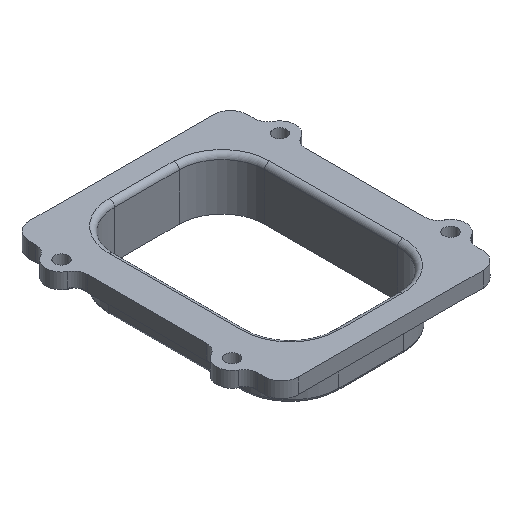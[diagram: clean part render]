
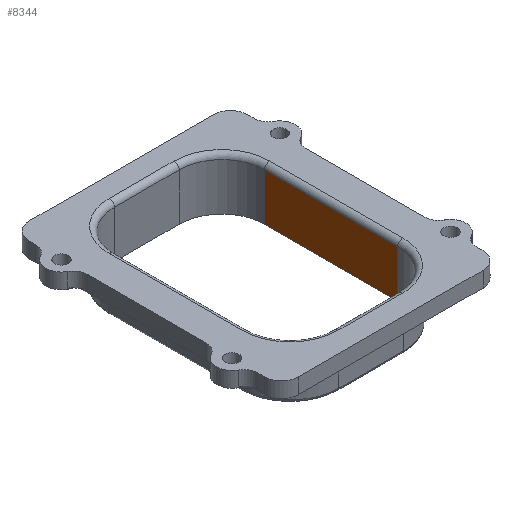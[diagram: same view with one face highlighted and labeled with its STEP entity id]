
A CAD part, isometric view. The second image highlights one B-rep face of the part: STEP entity #8344.
In plain terms, the highlighted planar face has unit normal (-1, 0, 0).
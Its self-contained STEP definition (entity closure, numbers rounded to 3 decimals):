
#1722 = CYLINDRICAL_SURFACE('',#1723,3.);
#1723 = AXIS2_PLACEMENT_3D('',#1724,#1725,#1726);
#1724 = CARTESIAN_POINT('',(47.,0.,-3.));
#1725 = DIRECTION('',(0.,1.,0.));
#1726 = DIRECTION('',(0.,0.,1.));
#3233 = VERTEX_POINT('',#3234);
#3234 = CARTESIAN_POINT('',(44.,39.,-3.));
#3338 = CYLINDRICAL_SURFACE('',#3339,25.);
#3339 = AXIS2_PLACEMENT_3D('',#3340,#3341,#3342);
#3340 = CARTESIAN_POINT('',(19.,39.,0.));
#3341 = DIRECTION('',(0.,0.,1.));
#3342 = DIRECTION('',(1.,0.,0.));
#3382 = EDGE_CURVE('',#3233,#3383,#3385,.T.);
#3383 = VERTEX_POINT('',#3384);
#3384 = CARTESIAN_POINT('',(44.,39.,-30.6));
#3385 = SURFACE_CURVE('',#3386,(#3390,#3397),.PCURVE_S1.);
#3386 = LINE('',#3387,#3388);
#3387 = CARTESIAN_POINT('',(44.,39.,0.));
#3388 = VECTOR('',#3389,1.);
#3389 = DIRECTION('',(-0.,-0.,-1.));
#3390 = PCURVE('',#3338,#3391);
#3391 = DEFINITIONAL_REPRESENTATION('',(#3392),#3396);
#3392 = LINE('',#3393,#3394);
#3393 = CARTESIAN_POINT('',(0.,0.));
#3394 = VECTOR('',#3395,1.);
#3395 = DIRECTION('',(0.,-1.));
#3396 = ( GEOMETRIC_REPRESENTATION_CONTEXT(2) 
PARAMETRIC_REPRESENTATION_CONTEXT() REPRESENTATION_CONTEXT('2D SPACE',''
  ) );
#3397 = PCURVE('',#3398,#3403);
#3398 = PLANE('',#3399);
#3399 = AXIS2_PLACEMENT_3D('',#3400,#3401,#3402);
#3400 = CARTESIAN_POINT('',(44.,39.,-3.));
#3401 = DIRECTION('',(1.,0.,0.));
#3402 = DIRECTION('',(-0.,0.,1.));
#3403 = DEFINITIONAL_REPRESENTATION('',(#3404),#3408);
#3404 = LINE('',#3405,#3406);
#3405 = CARTESIAN_POINT('',(3.,0.));
#3406 = VECTOR('',#3407,1.);
#3407 = DIRECTION('',(-1.,0.));
#3408 = ( GEOMETRIC_REPRESENTATION_CONTEXT(2) 
PARAMETRIC_REPRESENTATION_CONTEXT() REPRESENTATION_CONTEXT('2D SPACE',''
  ) );
#3425 = PLANE('',#3426);
#3426 = AXIS2_PLACEMENT_3D('',#3427,#3428,#3429);
#3427 = CARTESIAN_POINT('',(46.,0.,-30.6));
#3428 = DIRECTION('',(-0.,0.,-1.));
#3429 = DIRECTION('',(-1.,0.,0.));
#3849 = VERTEX_POINT('',#3850);
#3850 = CARTESIAN_POINT('',(44.,-39.,-3.));
#3956 = CYLINDRICAL_SURFACE('',#3957,25.);
#3957 = AXIS2_PLACEMENT_3D('',#3958,#3959,#3960);
#3958 = CARTESIAN_POINT('',(19.,-39.,0.));
#3959 = DIRECTION('',(0.,0.,1.));
#3960 = DIRECTION('',(1.,0.,0.));
#3995 = EDGE_CURVE('',#3849,#3996,#3998,.T.);
#3996 = VERTEX_POINT('',#3997);
#3997 = CARTESIAN_POINT('',(44.,-39.,-30.6));
#3998 = SURFACE_CURVE('',#3999,(#4003,#4010),.PCURVE_S1.);
#3999 = LINE('',#4000,#4001);
#4000 = CARTESIAN_POINT('',(44.,-39.,0.));
#4001 = VECTOR('',#4002,1.);
#4002 = DIRECTION('',(0.,0.,-1.));
#4003 = PCURVE('',#3956,#4004);
#4004 = DEFINITIONAL_REPRESENTATION('',(#4005),#4009);
#4005 = LINE('',#4006,#4007);
#4006 = CARTESIAN_POINT('',(0.,0.));
#4007 = VECTOR('',#4008,1.);
#4008 = DIRECTION('',(-0.,-1.));
#4009 = ( GEOMETRIC_REPRESENTATION_CONTEXT(2) 
PARAMETRIC_REPRESENTATION_CONTEXT() REPRESENTATION_CONTEXT('2D SPACE',''
  ) );
#4010 = PCURVE('',#3398,#4011);
#4011 = DEFINITIONAL_REPRESENTATION('',(#4012),#4016);
#4012 = LINE('',#4013,#4014);
#4013 = CARTESIAN_POINT('',(3.,78.));
#4014 = VECTOR('',#4015,1.);
#4015 = DIRECTION('',(-1.,-0.));
#4016 = ( GEOMETRIC_REPRESENTATION_CONTEXT(2) 
PARAMETRIC_REPRESENTATION_CONTEXT() REPRESENTATION_CONTEXT('2D SPACE',''
  ) );
#8344 = ADVANCED_FACE('',(#8345),#3398,.F.);
#8345 = FACE_BOUND('',#8346,.T.);
#8346 = EDGE_LOOP('',(#8347,#8348,#8369,#8370));
#8347 = ORIENTED_EDGE('',*,*,#3382,.T.);
#8348 = ORIENTED_EDGE('',*,*,#8349,.F.);
#8349 = EDGE_CURVE('',#3996,#3383,#8350,.T.);
#8350 = SURFACE_CURVE('',#8351,(#8355,#8362),.PCURVE_S1.);
#8351 = LINE('',#8352,#8353);
#8352 = CARTESIAN_POINT('',(44.,0.,-30.6));
#8353 = VECTOR('',#8354,1.);
#8354 = DIRECTION('',(0.,1.,0.));
#8355 = PCURVE('',#3398,#8356);
#8356 = DEFINITIONAL_REPRESENTATION('',(#8357),#8361);
#8357 = LINE('',#8358,#8359);
#8358 = CARTESIAN_POINT('',(-27.6,39.));
#8359 = VECTOR('',#8360,1.);
#8360 = DIRECTION('',(0.,-1.));
#8361 = ( GEOMETRIC_REPRESENTATION_CONTEXT(2) 
PARAMETRIC_REPRESENTATION_CONTEXT() REPRESENTATION_CONTEXT('2D SPACE',''
  ) );
#8362 = PCURVE('',#3425,#8363);
#8363 = DEFINITIONAL_REPRESENTATION('',(#8364),#8368);
#8364 = LINE('',#8365,#8366);
#8365 = CARTESIAN_POINT('',(2.,0.));
#8366 = VECTOR('',#8367,1.);
#8367 = DIRECTION('',(0.,1.));
#8368 = ( GEOMETRIC_REPRESENTATION_CONTEXT(2) 
PARAMETRIC_REPRESENTATION_CONTEXT() REPRESENTATION_CONTEXT('2D SPACE',''
  ) );
#8369 = ORIENTED_EDGE('',*,*,#3995,.F.);
#8370 = ORIENTED_EDGE('',*,*,#8371,.F.);
#8371 = EDGE_CURVE('',#3233,#3849,#8372,.T.);
#8372 = SURFACE_CURVE('',#8373,(#8377,#8384),.PCURVE_S1.);
#8373 = LINE('',#8374,#8375);
#8374 = CARTESIAN_POINT('',(44.,0.,-3.));
#8375 = VECTOR('',#8376,1.);
#8376 = DIRECTION('',(-0.,-1.,-0.));
#8377 = PCURVE('',#3398,#8378);
#8378 = DEFINITIONAL_REPRESENTATION('',(#8379),#8383);
#8379 = LINE('',#8380,#8381);
#8380 = CARTESIAN_POINT('',(0.,39.));
#8381 = VECTOR('',#8382,1.);
#8382 = DIRECTION('',(0.,1.));
#8383 = ( GEOMETRIC_REPRESENTATION_CONTEXT(2) 
PARAMETRIC_REPRESENTATION_CONTEXT() REPRESENTATION_CONTEXT('2D SPACE',''
  ) );
#8384 = PCURVE('',#1722,#8385);
#8385 = DEFINITIONAL_REPRESENTATION('',(#8386),#8433);
#8386 = B_SPLINE_CURVE_WITH_KNOTS('',3,(#8387,#8388,#8389,#8390,#8391,
    #8392,#8393,#8394,#8395,#8396,#8397,#8398,#8399,#8400,#8401,#8402,
    #8403,#8404,#8405,#8406,#8407,#8408,#8409,#8410,#8411,#8412,#8413,
    #8414,#8415,#8416,#8417,#8418,#8419,#8420,#8421,#8422,#8423,#8424,
    #8425,#8426,#8427,#8428,#8429,#8430,#8431,#8432),.UNSPECIFIED.,.F.,
  .F.,(4,1,1,1,1,1,1,1,1,1,1,1,1,1,1,1,1,1,1,1,1,1,1,1,1,1,1,1,1,1,1,1,1
    ,1,1,1,1,1,1,1,1,1,1,4),(-39.,-37.227,
    -35.455,-33.682,-31.909,-30.136,
    -28.364,-26.591,-24.818,-23.045,
    -21.273,-19.5,-17.727,-15.955,
    -14.182,-12.409,-10.636,-8.864,
    -7.091,-5.318,-3.545,-1.773,
    1.773,3.545,5.318,7.091,8.864,
    10.636,12.409,14.182,15.955,
    17.727,19.5,21.273,23.045,
    24.818,26.591,28.364,30.136,
    31.909,33.682,35.455,37.227,
    39.),.UNSPECIFIED.);
#8387 = CARTESIAN_POINT('',(-1.571,39.));
#8388 = CARTESIAN_POINT('',(-1.571,38.409));
#8389 = CARTESIAN_POINT('',(-1.571,37.227));
#8390 = CARTESIAN_POINT('',(-1.571,35.455));
#8391 = CARTESIAN_POINT('',(-1.571,33.682));
#8392 = CARTESIAN_POINT('',(-1.571,31.909));
#8393 = CARTESIAN_POINT('',(-1.571,30.136));
#8394 = CARTESIAN_POINT('',(-1.571,28.364));
#8395 = CARTESIAN_POINT('',(-1.571,26.591));
#8396 = CARTESIAN_POINT('',(-1.571,24.818));
#8397 = CARTESIAN_POINT('',(-1.571,23.045));
#8398 = CARTESIAN_POINT('',(-1.571,21.273));
#8399 = CARTESIAN_POINT('',(-1.571,19.5));
#8400 = CARTESIAN_POINT('',(-1.571,17.727));
#8401 = CARTESIAN_POINT('',(-1.571,15.955));
#8402 = CARTESIAN_POINT('',(-1.571,14.182));
#8403 = CARTESIAN_POINT('',(-1.571,12.409));
#8404 = CARTESIAN_POINT('',(-1.571,10.636));
#8405 = CARTESIAN_POINT('',(-1.571,8.864));
#8406 = CARTESIAN_POINT('',(-1.571,7.091));
#8407 = CARTESIAN_POINT('',(-1.571,5.318));
#8408 = CARTESIAN_POINT('',(-1.571,3.545));
#8409 = CARTESIAN_POINT('',(-1.571,1.182));
#8410 = CARTESIAN_POINT('',(-1.571,-1.182));
#8411 = CARTESIAN_POINT('',(-1.571,-3.545));
#8412 = CARTESIAN_POINT('',(-1.571,-5.318));
#8413 = CARTESIAN_POINT('',(-1.571,-7.091));
#8414 = CARTESIAN_POINT('',(-1.571,-8.864));
#8415 = CARTESIAN_POINT('',(-1.571,-10.636));
#8416 = CARTESIAN_POINT('',(-1.571,-12.409));
#8417 = CARTESIAN_POINT('',(-1.571,-14.182));
#8418 = CARTESIAN_POINT('',(-1.571,-15.955));
#8419 = CARTESIAN_POINT('',(-1.571,-17.727));
#8420 = CARTESIAN_POINT('',(-1.571,-19.5));
#8421 = CARTESIAN_POINT('',(-1.571,-21.273));
#8422 = CARTESIAN_POINT('',(-1.571,-23.045));
#8423 = CARTESIAN_POINT('',(-1.571,-24.818));
#8424 = CARTESIAN_POINT('',(-1.571,-26.591));
#8425 = CARTESIAN_POINT('',(-1.571,-28.364));
#8426 = CARTESIAN_POINT('',(-1.571,-30.136));
#8427 = CARTESIAN_POINT('',(-1.571,-31.909));
#8428 = CARTESIAN_POINT('',(-1.571,-33.682));
#8429 = CARTESIAN_POINT('',(-1.571,-35.455));
#8430 = CARTESIAN_POINT('',(-1.571,-37.227));
#8431 = CARTESIAN_POINT('',(-1.571,-38.409));
#8432 = CARTESIAN_POINT('',(-1.571,-39.));
#8433 = ( GEOMETRIC_REPRESENTATION_CONTEXT(2) 
PARAMETRIC_REPRESENTATION_CONTEXT() REPRESENTATION_CONTEXT('2D SPACE',''
  ) );
